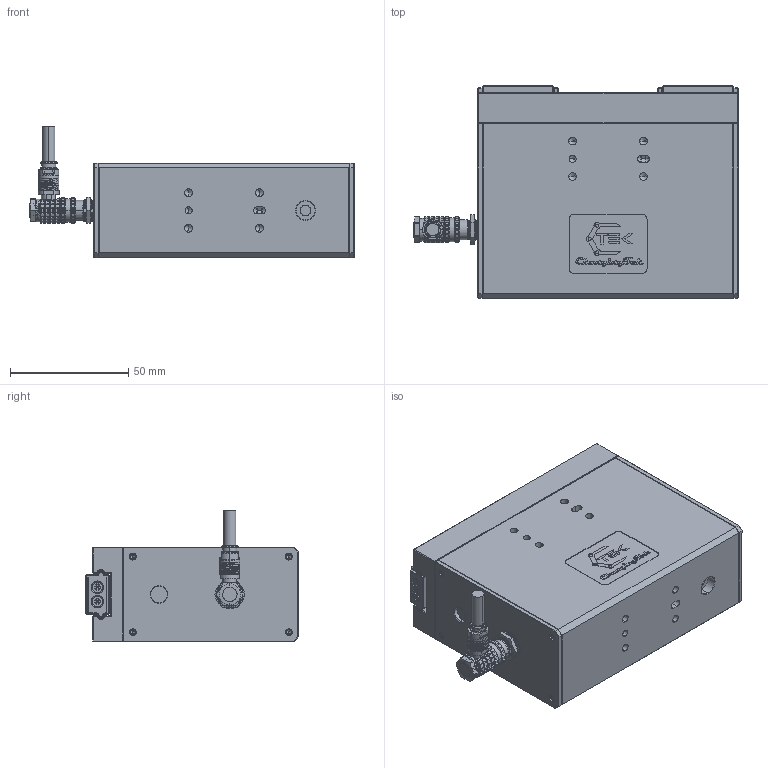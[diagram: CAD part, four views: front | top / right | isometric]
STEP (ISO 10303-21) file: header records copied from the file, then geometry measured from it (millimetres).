
FILE_DESCRIPTION (( 'STEP AP214' ), '1' );
FILE_NAME ('CTPM2F40S_40S平动两指手.STEP', '2023-02-27T09:22:32', ( '' ), ( '' ), 'SwSTEP 2.0', 'SolidWorks 2016', '' );
FILE_SCHEMA (( 'AUTOMOTIVE_DESIGN' ));
Length unit declared in the file: millimetre
Products named in the file (11): CT40LTM.03.02_傷啣A; eeg-0b_305asm; CTPM2F40S.01.01.01_絳寢-20230227; CTPM2F40S.03.01_價釱-20230227; CTPM2F40S_40S平动两指手; GBT819.1 M2.5X6_坋趼羞麥芛蹟隊 M2.5X6; CT40LTM.01.01.02.02_幗紩結輸; CT40LTM.03.03_傷啣B; CT40LTM.01.01.02.01_賑輸; fhg-0b(1); CTPM2F40S.01.01.02_賑輸郪璃-20230227
Assembly tree (15 placements, depth 3):
  CTPM2F40S_40S平动两指手
    CTPM2F40S.03.01_價釱-20230227
    CTPM2F40S.01.01.01_絳寢-20230227
    CT40LTM.03.02_傷啣A
    CT40LTM.03.03_傷啣B
    CTPM2F40S.01.01.02_賑輸郪璃-20230227  x2
      CT40LTM.01.01.02.01_賑輸
      CT40LTM.01.01.02.02_幗紩結輸
      GBT819.1 M2.5X6_坋趼羞麥芛蹟隊 M2.5X6
    eeg-0b_305asm
    fhg-0b(1)
Bounding box: 137.08 x 90 x 55.6 mm (x, y, z)
Volume: 373922.1 mm3; surface area: 77076.9 mm2
Topology: 34 solids, 45 shells, 3695 faces, 9272 edges, 5666 vertices
Faces by surface type: plane 1473, cylinder 1196, cone 671, bspline 353, torus 2
Entity records: 160256 total; most frequent: CARTESIAN_POINT 62459, ORIENTED_EDGE 15284, DIRECTION 13311, EDGE_CURVE 7646, AXIS2_PLACEMENT_3D 4886, VERTEX_POINT 4777, VECTOR 3539, LINE 3539
